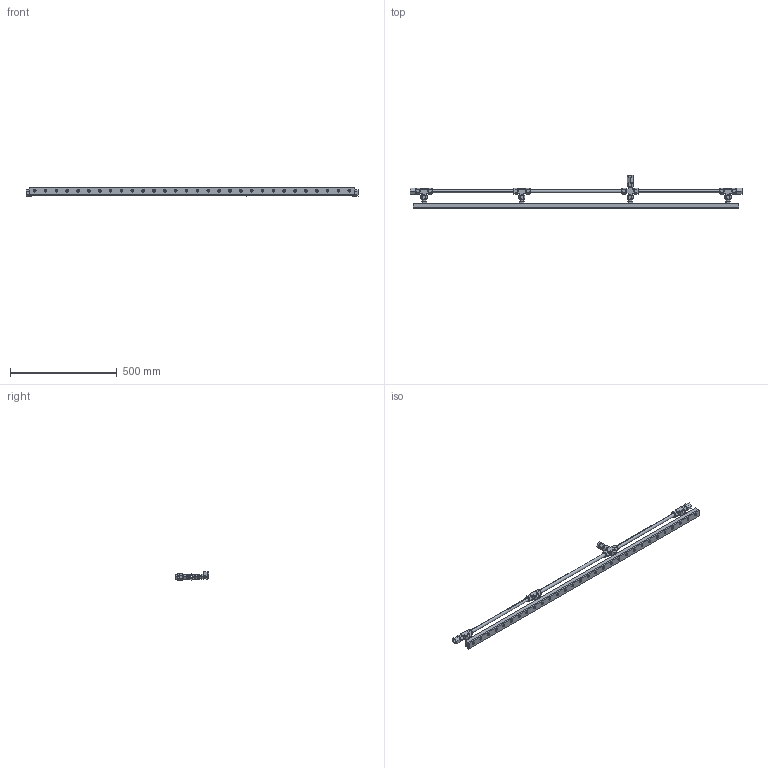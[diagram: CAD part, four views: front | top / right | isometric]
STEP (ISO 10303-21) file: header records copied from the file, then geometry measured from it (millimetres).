
FILE_DESCRIPTION(('STEP AP203'),'1');
FILE_NAME('110260ss-316pki.stp','2024-09-24T10:30:38',('TraceParts'),('TraceParts S.A.'),'Spatial InterOp 3D',' ',' ');
FILE_SCHEMA(('CONFIG_CONTROL_DESIGN'));
Length unit declared in the file: millimetre
Products named in the file (1): 1
Bounding box: 1554.48 x 158.41 x 39.02 mm (x, y, z)
Volume: 1637551.6 mm3; surface area: 559775.7 mm2
Topology: 47 solids, 47 shells, 1543 faces, 3798 edges, 2462 vertices
Faces by surface type: plane 749, cylinder 544, cone 130, torus 120
Entity records: 45972 total; most frequent: DIRECTION 8374, CARTESIAN_POINT 8266, ORIENTED_EDGE 7468, EDGE_CURVE 3734, AXIS2_PLACEMENT_3D 3290, VERTEX_POINT 2462, EDGE_LOOP 1886, LINE 1794
